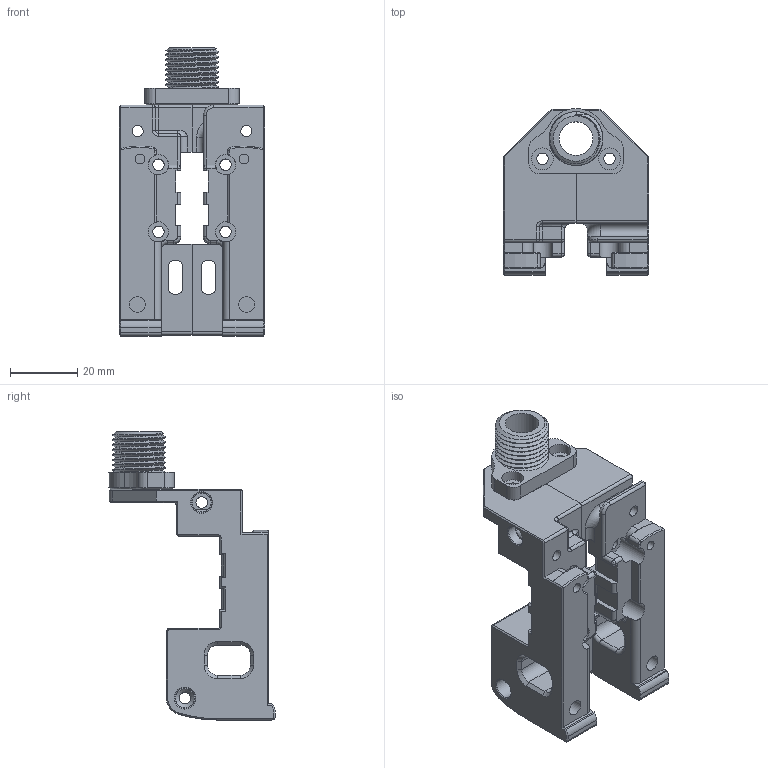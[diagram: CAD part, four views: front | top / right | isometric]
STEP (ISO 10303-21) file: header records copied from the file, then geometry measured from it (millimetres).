
FILE_DESCRIPTION(/* description */ (''),/* implementation_level */ '2;1');
FILE_NAME(/* name */ 'MGN12Umblilcal.step',/* time_stamp */ '2021-06-21T14:19:55-07:00',/* author */ (''),/* organization */ (''),/* preprocessor_version */ 'ST-DEVELOPER v18.1',/* originating_system */ 'Autodesk Translation Framework v10.9.0.1377',/* authorisation */ '');
FILE_SCHEMA (('AUTOMOTIVE_DESIGN { 1 0 10303 214 3 1 1 }'));
Length unit declared in the file: millimetre
Products named in the file (5): MGN12 Umbilical; mgn12_umbilical (1); mgn12_umbilical_left (1); mgn12_umbilical_right (1); threaded_base
Assembly tree (4 placements, depth 3):
  MGN12 Umbilical
    mgn12_umbilical (1)
      mgn12_umbilical_left (1)
      mgn12_umbilical_right (1)
      threaded_base
Bounding box: 43.2 x 49.57 x 85.75 mm (x, y, z)
Volume: 44933.8 mm3; surface area: 22476.1 mm2
Topology: 3 solids, 3 shells, 641 faces, 1729 edges, 1094 vertices
Faces by surface type: plane 358, cylinder 181, cone 61, torus 27, bspline 9, sphere 5
Full cylindrical faces by diameter (mm): 1.6 x2, 2.9 x2, 3.3 x2, 3.4 x10, 4.7 x4, 6 x8, 6.5 x2, 10 x1, 14.051 x7, 16 x7
Entity records: 23025 total; most frequent: CARTESIAN_POINT 6656, ORIENTED_EDGE 3444, DIRECTION 3361, EDGE_CURVE 1722, LINE 1159, VECTOR 1159, AXIS2_PLACEMENT_3D 1101, VERTEX_POINT 1093
